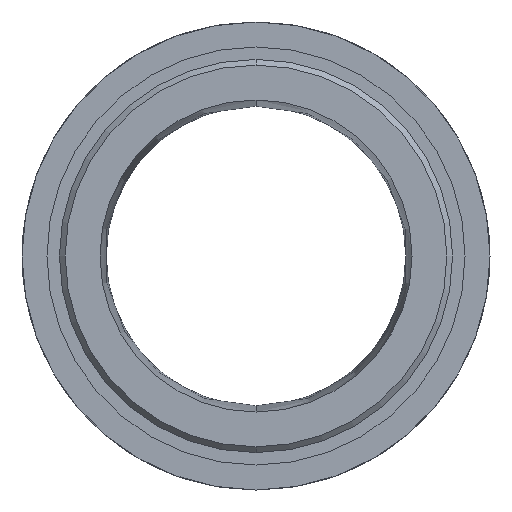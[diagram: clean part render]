
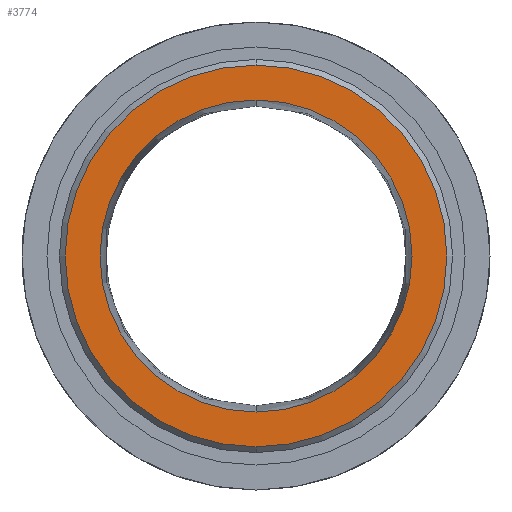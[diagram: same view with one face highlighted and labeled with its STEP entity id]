
A CAD part, front view. The second image highlights one B-rep face of the part: STEP entity #3774.
In plain terms, the highlighted planar face has unit normal (0, -1, 0).
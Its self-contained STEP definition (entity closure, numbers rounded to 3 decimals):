
#1020=CARTESIAN_POINT('',(0.,0.,0.));
#1021=DIRECTION('',(0.,-1.,0.));
#1022=DIRECTION('',(0.,0.,-1.));
#1023=AXIS2_PLACEMENT_3D('',#1020,#1021,#1022);
#1025=CARTESIAN_POINT('',(0.,0.,0.));
#1026=DIRECTION('',(0.,-1.,0.));
#1027=DIRECTION('',(0.,0.,1.));
#1028=AXIS2_PLACEMENT_3D('',#1025,#1026,#1027);
#1030=CARTESIAN_POINT('',(0.,0.,0.));
#1031=DIRECTION('',(0.,1.,0.));
#1032=DIRECTION('',(0.,0.,-1.));
#1033=AXIS2_PLACEMENT_3D('',#1030,#1031,#1032);
#1035=CARTESIAN_POINT('',(0.,0.,0.));
#1036=DIRECTION('',(0.,1.,0.));
#1037=DIRECTION('',(0.,0.,1.));
#1038=AXIS2_PLACEMENT_3D('',#1035,#1036,#1037);
#2064=CARTESIAN_POINT('',(0.,0.,-25.));
#2066=VERTEX_POINT('',#2064);
#2068=CARTESIAN_POINT('',(0.,0.,25.));
#2070=VERTEX_POINT('',#2068);
#2148=CARTESIAN_POINT('',(0.,0.,-30.58));
#2149=VERTEX_POINT('',#2148);
#2150=CARTESIAN_POINT('',(0.,0.,30.58));
#2151=VERTEX_POINT('',#2150);
#3759=CARTESIAN_POINT('',(25.,0.,0.));
#3760=DIRECTION('',(0.,-1.,0.));
#3761=DIRECTION('',(0.,0.,-1.));
#3762=AXIS2_PLACEMENT_3D('',#3759,#3760,#3761);
#3763=PLANE('',#3762);
#3765=ORIENTED_EDGE('',*,*,#3764,.F.);
#3767=ORIENTED_EDGE('',*,*,#3766,.F.);
#3768=EDGE_LOOP('',(#3765,#3767));
#3769=FACE_OUTER_BOUND('',#3768,.F.);
#3770=ORIENTED_EDGE('',*,*,#3705,.F.);
#3771=ORIENTED_EDGE('',*,*,#3727,.F.);
#3772=EDGE_LOOP('',(#3770,#3771));
#3773=FACE_BOUND('',#3772,.F.);
#3774=ADVANCED_FACE('',(#3769,#3773),#3763,.T.);
#1024=CIRCLE('',#1023,30.58);
#1029=CIRCLE('',#1028,30.58);
#1034=CIRCLE('',#1033,25.);
#1039=CIRCLE('',#1038,25.);
#3705=EDGE_CURVE('',#2066,#2070,#1034,.T.);
#3727=EDGE_CURVE('',#2070,#2066,#1039,.T.);
#3764=EDGE_CURVE('',#2149,#2151,#1024,.T.);
#3766=EDGE_CURVE('',#2151,#2149,#1029,.T.);
